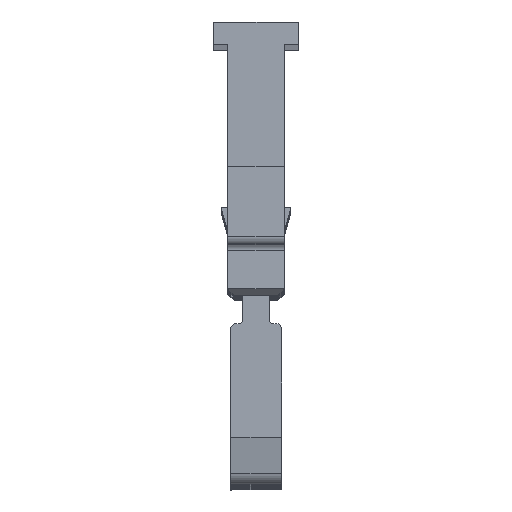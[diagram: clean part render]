
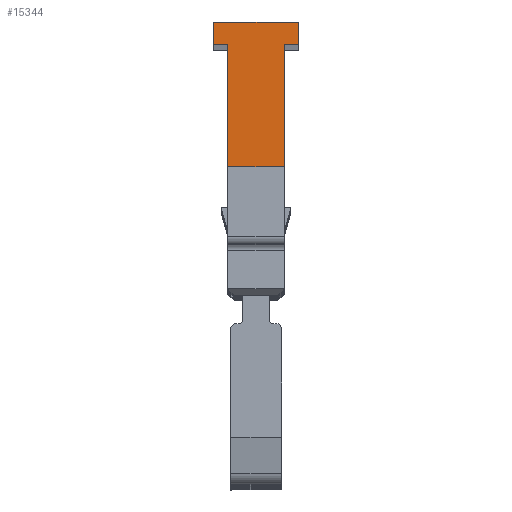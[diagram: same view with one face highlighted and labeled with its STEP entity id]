
A CAD part, top view. The second image highlights one B-rep face of the part: STEP entity #15344.
In plain terms, the highlighted planar face has unit normal (0, 0, 1).
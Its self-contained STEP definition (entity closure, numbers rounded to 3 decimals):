
#1865 = AXIS2_PLACEMENT_3D ( 'NONE', #23551, #23536, #23525 ) ;
#2185 = VECTOR ( 'NONE', #21561, 1000. ) ;
#2193 = VECTOR ( 'NONE', #21573, 1000. ) ;
#2295 = VECTOR ( 'NONE', #21855, 1000. ) ;
#2303 = VECTOR ( 'NONE', #21816, 1000. ) ;
#2573 = VECTOR ( 'NONE', #20577, 1000. ) ;
#2765 = VECTOR ( 'NONE', #21142, 1000. ) ;
#3251 = CARTESIAN_POINT ( 'NONE',  ( 108.495, 259.11, 173.04 ) ) ;
#3358 = CARTESIAN_POINT ( 'NONE',  ( 112.995, 260.31, 173.04 ) ) ;
#3378 = CARTESIAN_POINT ( 'NONE',  ( 108.495, 260.31, 173.04 ) ) ;
#3397 = CARTESIAN_POINT ( 'NONE',  ( 112.995, 259.11, 173.04 ) ) ;
#3407 = CARTESIAN_POINT ( 'NONE',  ( 109.245, 252.644, 173.04 ) ) ;
#3419 = CARTESIAN_POINT ( 'NONE',  ( 109.245, 259.11, 173.04 ) ) ;
#3648 = CARTESIAN_POINT ( 'NONE',  ( 112.245, 259.11, 173.04 ) ) ;
#3705 = CARTESIAN_POINT ( 'NONE',  ( 112.245, 252.644, 173.04 ) ) ;
#6017 = VECTOR ( 'NONE', #14175, 1000. ) ;
#6139 = VECTOR ( 'NONE', #19707, 1000. ) ;
#6817 = EDGE_CURVE ( 'NONE', #15421, #15459, #14185, .T. ) ;
#6944 = EDGE_CURVE ( 'NONE', #15789, #15492, #19711, .T. ) ;
#10145 = EDGE_LOOP ( 'NONE', ( #12139, #12110, #12125, #12150, #12146, #12100, #12117, #12124 ) ) ;
#12100 = ORIENTED_EDGE ( 'NONE', *, *, #16247, .F. ) ;
#12110 = ORIENTED_EDGE ( 'NONE', *, *, #16223, .F. ) ;
#12117 = ORIENTED_EDGE ( 'NONE', *, *, #6817, .F. ) ;
#12124 = ORIENTED_EDGE ( 'NONE', *, *, #16142, .F. ) ;
#12125 = ORIENTED_EDGE ( 'NONE', *, *, #6944, .F. ) ;
#12139 = ORIENTED_EDGE ( 'NONE', *, *, #16135, .F. ) ;
#12146 = ORIENTED_EDGE ( 'NONE', *, *, #16581, .F. ) ;
#12150 = ORIENTED_EDGE ( 'NONE', *, *, #16973, .F. ) ;
#14175 = DIRECTION ( 'NONE',  ( 1., 0., 0. ) ) ;
#14185 = LINE ( 'NONE', #14206, #6017 ) ;
#14206 = CARTESIAN_POINT ( 'NONE',  ( 112.245, 260.31, 173.04 ) ) ;
#15344 = ADVANCED_FACE ( 'NONE', ( #23530 ), #23543, .F. ) ;
#15385 = VERTEX_POINT ( 'NONE', #3251 ) ;
#15421 = VERTEX_POINT ( 'NONE', #3378 ) ;
#15459 = VERTEX_POINT ( 'NONE', #3358 ) ;
#15472 = VERTEX_POINT ( 'NONE', #3397 ) ;
#15484 = VERTEX_POINT ( 'NONE', #3419 ) ;
#15492 = VERTEX_POINT ( 'NONE', #3407 ) ;
#15717 = VERTEX_POINT ( 'NONE', #3648 ) ;
#15789 = VERTEX_POINT ( 'NONE', #3705 ) ;
#16135 = EDGE_CURVE ( 'NONE', #15484, #15385, #21555, .T. ) ;
#16142 = EDGE_CURVE ( 'NONE', #15385, #15421, #21563, .T. ) ;
#16223 = EDGE_CURVE ( 'NONE', #15492, #15484, #21824, .T. ) ;
#16247 = EDGE_CURVE ( 'NONE', #15459, #15472, #21880, .T. ) ;
#16581 = EDGE_CURVE ( 'NONE', #15472, #15717, #20542, .T. ) ;
#16973 = EDGE_CURVE ( 'NONE', #15717, #15789, #21084, .T. ) ;
#19707 = DIRECTION ( 'NONE',  ( -1., 0., 0. ) ) ;
#19711 = LINE ( 'NONE', #19740, #6139 ) ;
#19740 = CARTESIAN_POINT ( 'NONE',  ( 112.245, 252.644, 173.04 ) ) ;
#20542 = LINE ( 'NONE', #20558, #2573 ) ;
#20558 = CARTESIAN_POINT ( 'NONE',  ( 112.245, 259.11, 173.04 ) ) ;
#20577 = DIRECTION ( 'NONE',  ( -1., 0., 0. ) ) ;
#21084 = LINE ( 'NONE', #21150, #2765 ) ;
#21142 = DIRECTION ( 'NONE',  ( 0., -1., 0. ) ) ;
#21150 = CARTESIAN_POINT ( 'NONE',  ( 112.245, 249.51, 173.04 ) ) ;
#21555 = LINE ( 'NONE', #21576, #2185 ) ;
#21561 = DIRECTION ( 'NONE',  ( -1., 0., 0. ) ) ;
#21562 = CARTESIAN_POINT ( 'NONE',  ( 108.495, 259.11, 173.04 ) ) ;
#21563 = LINE ( 'NONE', #21562, #2193 ) ;
#21573 = DIRECTION ( 'NONE',  ( 0., 1., 0. ) ) ;
#21576 = CARTESIAN_POINT ( 'NONE',  ( 108.745, 259.11, 173.04 ) ) ;
#21812 = CARTESIAN_POINT ( 'NONE',  ( 109.245, 260.31, 173.04 ) ) ;
#21816 = DIRECTION ( 'NONE',  ( 0., 1., 0. ) ) ;
#21824 = LINE ( 'NONE', #21812, #2303 ) ;
#21855 = DIRECTION ( 'NONE',  ( 0., -1., 0. ) ) ;
#21880 = LINE ( 'NONE', #21881, #2295 ) ;
#21881 = CARTESIAN_POINT ( 'NONE',  ( 112.995, 260.31, 173.04 ) ) ;
#23525 = DIRECTION ( 'NONE',  ( -1., 0., 0. ) ) ;
#23530 = FACE_OUTER_BOUND ( 'NONE', #10145, .T. ) ;
#23536 = DIRECTION ( 'NONE',  ( 0., 0., -1. ) ) ;
#23543 = PLANE ( 'NONE',  #1865 ) ;
#23551 = CARTESIAN_POINT ( 'NONE',  ( 112.245, 260.31, 173.04 ) ) ;
